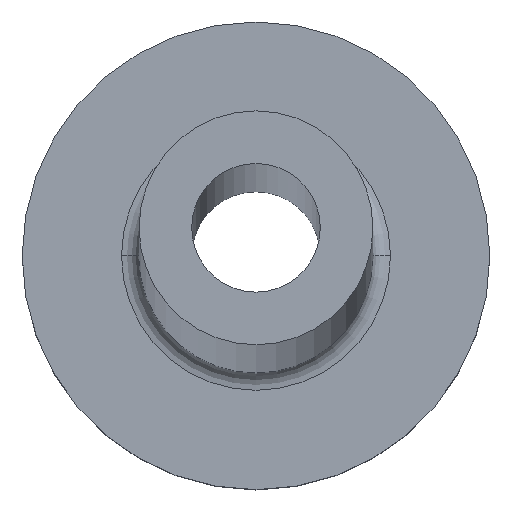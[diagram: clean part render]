
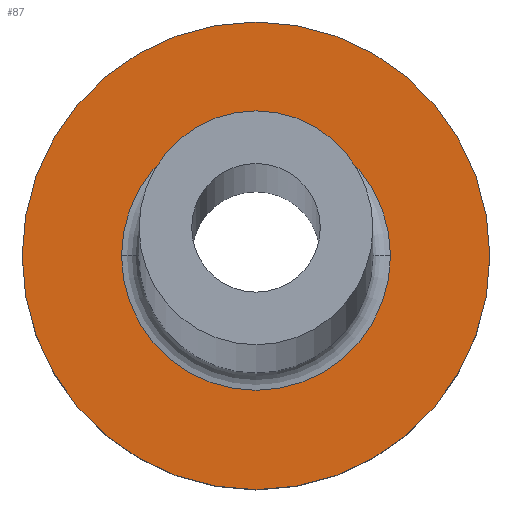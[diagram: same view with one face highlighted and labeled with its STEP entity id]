
A CAD part, top view. The second image highlights one B-rep face of the part: STEP entity #87.
In plain terms, the highlighted planar face has unit normal (0, 0, 1).
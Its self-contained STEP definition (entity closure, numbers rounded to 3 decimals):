
#14 = CARTESIAN_POINT ( 'NONE',  ( -2.3, 0., 3. ) ) ;
#22 = DIRECTION ( 'NONE',  ( 0., 0., 1. ) ) ;
#26 = ORIENTED_EDGE ( 'NONE', *, *, #127, .T. ) ;
#33 = CARTESIAN_POINT ( 'NONE',  ( 0., 0., 3. ) ) ;
#53 = EDGE_CURVE ( 'NONE', #327, #287, #145, .T. ) ;
#58 = AXIS2_PLACEMENT_3D ( 'NONE', #337, #22, #141 ) ;
#73 = AXIS2_PLACEMENT_3D ( 'NONE', #93, #253, #91 ) ;
#82 = CARTESIAN_POINT ( 'NONE',  ( -4., 0., 3. ) ) ;
#87 = ADVANCED_FACE ( 'NONE', ( #121, #231 ), #147, .T. ) ;
#89 = DIRECTION ( 'NONE',  ( 0., 0., 1. ) ) ;
#90 = CIRCLE ( 'NONE', #58, 4. ) ;
#91 = DIRECTION ( 'NONE',  ( 1., 0., 0. ) ) ;
#93 = CARTESIAN_POINT ( 'NONE',  ( 0., 0., 3. ) ) ;
#113 = VERTEX_POINT ( 'NONE', #311 ) ;
#121 = FACE_BOUND ( 'NONE', #186, .T. ) ;
#127 = EDGE_CURVE ( 'NONE', #113, #271, #243, .T. ) ;
#128 = AXIS2_PLACEMENT_3D ( 'NONE', #33, #151, #286 ) ;
#141 = DIRECTION ( 'NONE',  ( 1., 0., 0. ) ) ;
#145 = CIRCLE ( 'NONE', #338, 4. ) ;
#147 = PLANE ( 'NONE',  #73 ) ;
#151 = DIRECTION ( 'NONE',  ( 0., 0., -1. ) ) ;
#154 = EDGE_CURVE ( 'NONE', #271, #113, #266, .T. ) ;
#158 = CARTESIAN_POINT ( 'NONE',  ( 4., 0., 3. ) ) ;
#176 = DIRECTION ( 'NONE',  ( 0., 0., -1. ) ) ;
#186 = EDGE_LOOP ( 'NONE', ( #26, #381 ) ) ;
#203 = CARTESIAN_POINT ( 'NONE',  ( 0., 0., 3. ) ) ;
#205 = DIRECTION ( 'NONE',  ( 1., 0., 0. ) ) ;
#226 = EDGE_LOOP ( 'NONE', ( #299, #276 ) ) ;
#231 = FACE_OUTER_BOUND ( 'NONE', #226, .T. ) ;
#232 = AXIS2_PLACEMENT_3D ( 'NONE', #203, #176, #205 ) ;
#243 = CIRCLE ( 'NONE', #232, 2.3 ) ;
#253 = DIRECTION ( 'NONE',  ( 0., 0., 1. ) ) ;
#266 = CIRCLE ( 'NONE', #128, 2.3 ) ;
#271 = VERTEX_POINT ( 'NONE', #14 ) ;
#276 = ORIENTED_EDGE ( 'NONE', *, *, #364, .T. ) ;
#277 = CARTESIAN_POINT ( 'NONE',  ( 0., 0., 3. ) ) ;
#286 = DIRECTION ( 'NONE',  ( 1., 0., 0. ) ) ;
#287 = VERTEX_POINT ( 'NONE', #158 ) ;
#299 = ORIENTED_EDGE ( 'NONE', *, *, #53, .T. ) ;
#311 = CARTESIAN_POINT ( 'NONE',  ( 2.3, 0., 3. ) ) ;
#327 = VERTEX_POINT ( 'NONE', #82 ) ;
#337 = CARTESIAN_POINT ( 'NONE',  ( 0., 0., 3. ) ) ;
#338 = AXIS2_PLACEMENT_3D ( 'NONE', #277, #89, #372 ) ;
#364 = EDGE_CURVE ( 'NONE', #287, #327, #90, .T. ) ;
#372 = DIRECTION ( 'NONE',  ( 1., 0., 0. ) ) ;
#381 = ORIENTED_EDGE ( 'NONE', *, *, #154, .T. ) ;
